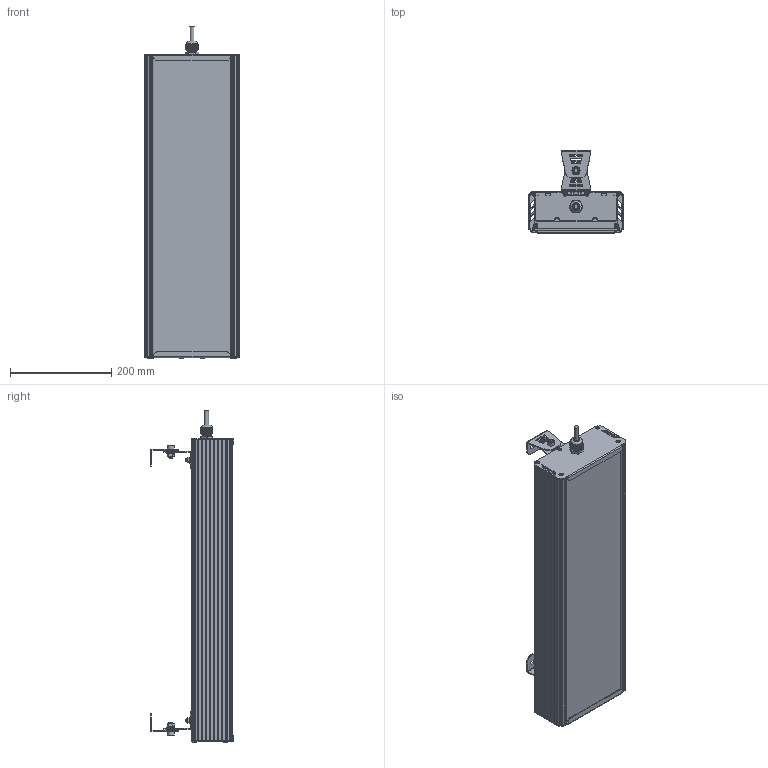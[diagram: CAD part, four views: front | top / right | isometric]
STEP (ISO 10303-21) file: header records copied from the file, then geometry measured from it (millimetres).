
FILE_DESCRIPTION(('STEP AP214'), '1');
FILE_NAME('001.0079.27.000 - ÃÑÏ-Ýêñòðà-120', '2023-10-20T02:54:58', ('Ëóêîíèí'), ('ÎÊÁ Ñâîé Ñòèëü'), 'C3D Converter', 'C3D Toolkit', '');
FILE_SCHEMA(('AUTOMOTIVE_DESIGN { 1 0 10303 214 3 1 1}'));
Length unit declared in the file: millimetre
Products named in the file (32): 001.0079.27.000; 001.0065.01.000
Assembly tree (66 placements, depth 4):
  001.0079.27.000
    (unnamed)
      (unnamed)
      (unnamed)
      (unnamed)
      (unnamed)  x6
      (unnamed)  x6
      (unnamed)
      (unnamed)
      (unnamed)
      (unnamed)
        (unnamed)
      (unnamed)  x12
        (unnamed)
        (unnamed)
        (unnamed)
        (unnamed)
        (unnamed)
        (unnamed)
        (unnamed)
        (unnamed)
        (unnamed)
    001.0065.01.000  x2
      (unnamed)
      (unnamed)
      (unnamed)
      (unnamed)
      (unnamed)
      (unnamed)
      (unnamed)
      (unnamed)
      (unnamed)
Bounding box: 187.37 x 164.65 x 656.43 mm (x, y, z)
Volume: 1823075.3 mm3; surface area: 1430978.7 mm2
Topology: 424 solids, 424 shells, 5194 faces, 12695 edges, 8479 vertices
Faces by surface type: plane 3432, cylinder 1500, cone 178, bspline 61, sphere 12, torus 11
Full cylindrical faces by diameter (mm): 1 x12, 2 x24, 2.5 x48, 2.8 x300, 3.2 x12, 3.5 x60, 4 x12, 6 x4, 6.375 x2, 8 x16, 8.5 x8, 12 x3, 12.5 x1, 13.333 x2, 16 x5, 18.5 x3, 20 x1, 23.5 x1
Entity records: 94695 total; most frequent: CARTESIAN_POINT 41752, ORIENTED_EDGE 9872, DIRECTION 9066, EDGE_CURVE 4936, VERTEX_POINT 3374, AXIS2_PLACEMENT_3D 3057, LINE 2952, VECTOR 2952
